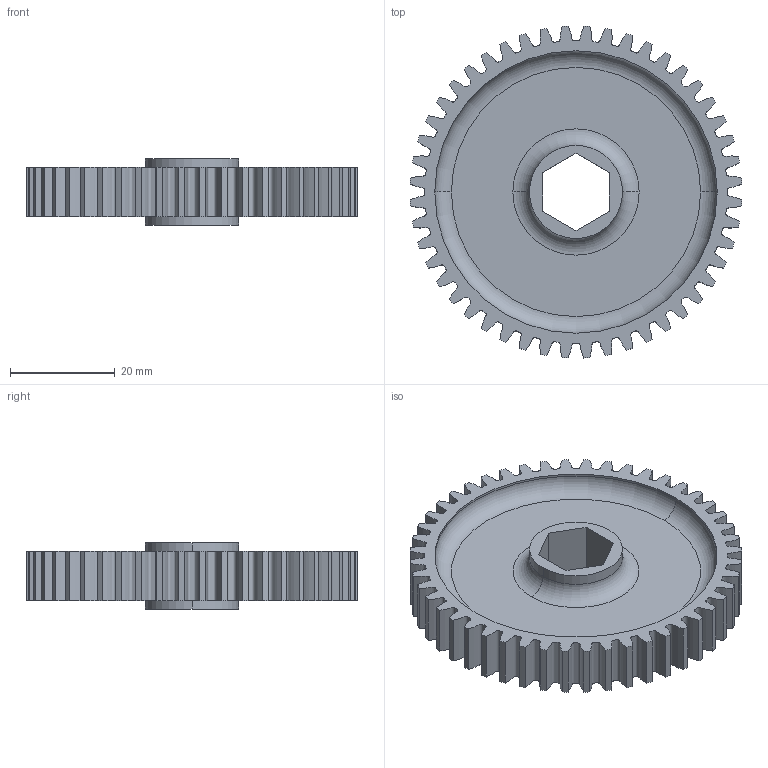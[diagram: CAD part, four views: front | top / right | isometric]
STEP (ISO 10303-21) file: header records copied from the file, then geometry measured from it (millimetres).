
FILE_DESCRIPTION (( 'STEP AP214' ), '1' );
FILE_NAME ('WCP-0137 Rev1.STEP', '2019-12-21T01:00:08', ( '' ), ( '' ), 'SwSTEP 2.0', 'SolidWorks 2018', '' );
FILE_SCHEMA (( 'AUTOMOTIVE_DESIGN' ));
Length unit declared in the file: inch
Products named in the file (1): WCP-0137 Rev1
Bounding box: 63.43 x 63.43 x 12.65 mm (x, y, z)
Volume: 13726.9 mm3; surface area: 10969.5 mm2
Topology: 1 solids, 1 shells, 124 faces, 346 edges, 228 vertices
Faces by surface type: cylinder 56, bspline 48, plane 12, torus 8
Entity records: 18362 total; most frequent: CARTESIAN_POINT 15339, ORIENTED_EDGE 692, DIRECTION 532, EDGE_CURVE 346, VERTEX_POINT 228, AXIS2_PLACEMENT_3D 205, EDGE_LOOP 130, CIRCLE 128
